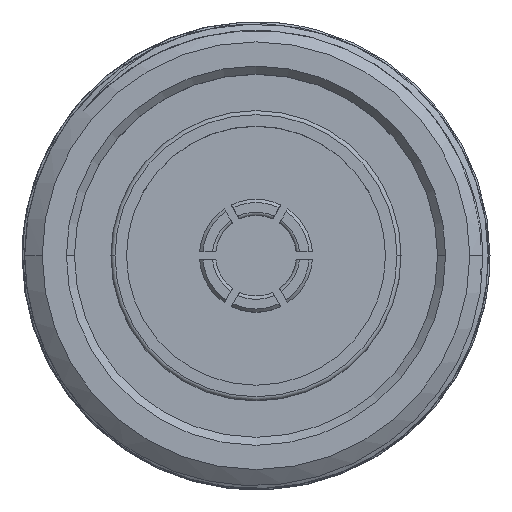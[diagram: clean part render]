
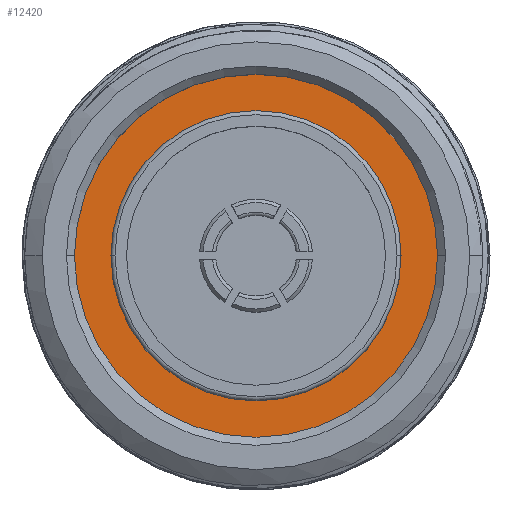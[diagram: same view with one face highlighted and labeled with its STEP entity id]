
A CAD part, top view. The second image highlights one B-rep face of the part: STEP entity #12420.
In plain terms, the highlighted planar face has unit normal (0, 0, 1).
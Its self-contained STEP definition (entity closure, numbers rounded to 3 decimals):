
#61 = DIRECTION ( 'NONE',  ( -1., 0., 0. ) ) ;
#778 = CARTESIAN_POINT ( 'NONE',  ( 0., 0., -5.022 ) ) ;
#874 = DIRECTION ( 'NONE',  ( 0., 0., -1. ) ) ;
#882 = CARTESIAN_POINT ( 'NONE',  ( -8.99, 0., -5.022 ) ) ;
#1172 = DIRECTION ( 'NONE',  ( 0., 0., 1. ) ) ;
#1301 = VERTEX_POINT ( 'NONE', #17562 ) ;
#3150 = CARTESIAN_POINT ( 'NONE',  ( 8.99, 0., -5.022 ) ) ;
#3668 = VERTEX_POINT ( 'NONE', #882 ) ;
#5246 = FACE_BOUND ( 'NONE', #22154, .T. ) ;
#5753 = CIRCLE ( 'NONE', #12521, 8.99 ) ;
#7300 = EDGE_CURVE ( 'NONE', #20365, #3668, #25314, .T. ) ;
#7407 = CARTESIAN_POINT ( 'NONE',  ( 0., 0., -5.022 ) ) ;
#9257 = DIRECTION ( 'NONE',  ( 0., 0., 1. ) ) ;
#9681 = DIRECTION ( 'NONE',  ( -1., 0., 0. ) ) ;
#11209 = FACE_OUTER_BOUND ( 'NONE', #27764, .T. ) ;
#12108 = AXIS2_PLACEMENT_3D ( 'NONE', #7407, #23218, #9681 ) ;
#12420 = ADVANCED_FACE ( 'NONE', ( #11209, #5246 ), #14421, .F. ) ;
#12465 = EDGE_CURVE ( 'NONE', #12757, #1301, #17246, .T. ) ;
#12521 = AXIS2_PLACEMENT_3D ( 'NONE', #27126, #13614, #61 ) ;
#12757 = VERTEX_POINT ( 'NONE', #29282 ) ;
#13614 = DIRECTION ( 'NONE',  ( 0., 0., -1. ) ) ;
#14421 = PLANE ( 'NONE',  #25650 ) ;
#14716 = CARTESIAN_POINT ( 'NONE',  ( 0., 0., -5.022 ) ) ;
#15944 = EDGE_CURVE ( 'NONE', #3668, #20365, #5753, .T. ) ;
#16692 = DIRECTION ( 'NONE',  ( -1., 0., 0. ) ) ;
#16980 = DIRECTION ( 'NONE',  ( -1., 0., 0. ) ) ;
#17246 = CIRCLE ( 'NONE', #24150, 11.25 ) ;
#17562 = CARTESIAN_POINT ( 'NONE',  ( 11.25, 0., -5.022 ) ) ;
#18056 = ORIENTED_EDGE ( 'NONE', *, *, #7300, .T. ) ;
#19398 = ORIENTED_EDGE ( 'NONE', *, *, #15944, .T. ) ;
#19571 = EDGE_CURVE ( 'NONE', #1301, #12757, #28879, .T. ) ;
#20365 = VERTEX_POINT ( 'NONE', #3150 ) ;
#20757 = ORIENTED_EDGE ( 'NONE', *, *, #12465, .T. ) ;
#22154 = EDGE_LOOP ( 'NONE', ( #18056, #19398 ) ) ;
#22769 = CARTESIAN_POINT ( 'NONE',  ( 0., 0., -5.022 ) ) ;
#23218 = DIRECTION ( 'NONE',  ( 0., 0., -1. ) ) ;
#24150 = AXIS2_PLACEMENT_3D ( 'NONE', #14716, #1172, #16980 ) ;
#25029 = DIRECTION ( 'NONE',  ( -1., 0., 0. ) ) ;
#25314 = CIRCLE ( 'NONE', #12108, 8.99 ) ;
#25650 = AXIS2_PLACEMENT_3D ( 'NONE', #778, #874, #16692 ) ;
#27126 = CARTESIAN_POINT ( 'NONE',  ( 0., 0., -5.022 ) ) ;
#27764 = EDGE_LOOP ( 'NONE', ( #28209, #20757 ) ) ;
#28209 = ORIENTED_EDGE ( 'NONE', *, *, #19571, .T. ) ;
#28879 = CIRCLE ( 'NONE', #29291, 11.25 ) ;
#29282 = CARTESIAN_POINT ( 'NONE',  ( -11.25, 0., -5.022 ) ) ;
#29291 = AXIS2_PLACEMENT_3D ( 'NONE', #22769, #9257, #25029 ) ;
